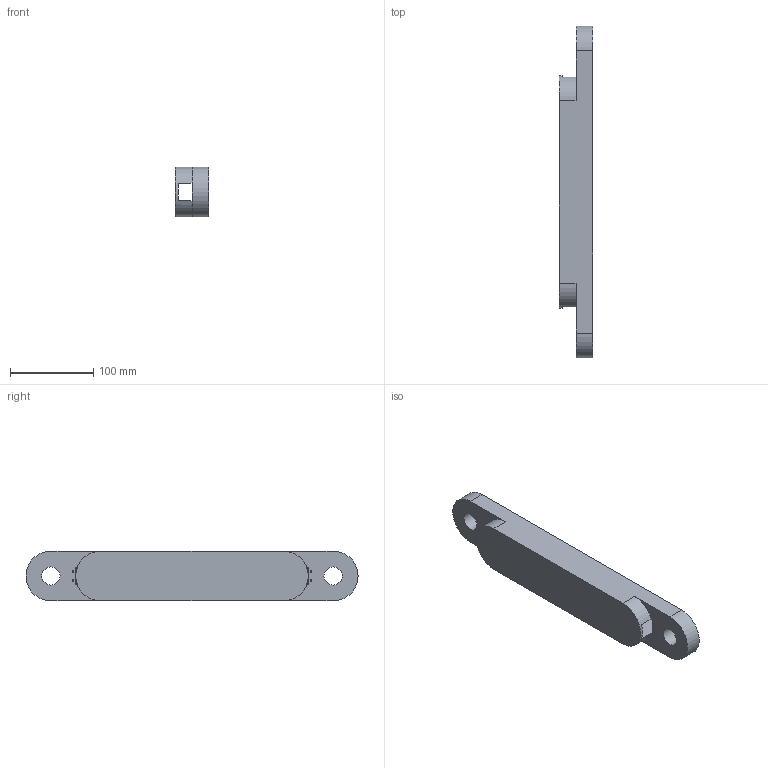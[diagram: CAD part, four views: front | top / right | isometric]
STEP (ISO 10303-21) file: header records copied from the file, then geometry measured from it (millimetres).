
FILE_DESCRIPTION(/* description */ (''),/* implementation_level */ '2;1');
FILE_NAME(/* name */ 'arm-bar-1.stp',/* time_stamp */ '2023-07-12T16:05:00+05:30',/* author */ ('hrush'),/* organization */ (''),/* preprocessor_version */ 'ST-DEVELOPER v19',/* originating_system */ 'Autodesk Inventor 2023',/* authorisation */ '');
FILE_SCHEMA (('AUTOMOTIVE_DESIGN { 1 0 10303 214 3 1 1 }'));
Length unit declared in the file: centimetre
Products named in the file (1): arm-bar-1
Bounding box: 40 x 400 x 60 mm (x, y, z)
Volume: 552795.3 mm3; surface area: 99534.9 mm2
Topology: 1 solids, 1 shells, 33 faces, 102 edges, 68 vertices
Faces by surface type: plane 23, cylinder 10
Full cylindrical faces by diameter (mm): 2.1 x4, 22 x2
Entity records: 1223 total; most frequent: ORIENTED_EDGE 204, CARTESIAN_POINT 204, DIRECTION 194, EDGE_CURVE 102, LINE 78, VECTOR 78, VERTEX_POINT 68, AXIS2_PLACEMENT_3D 58
